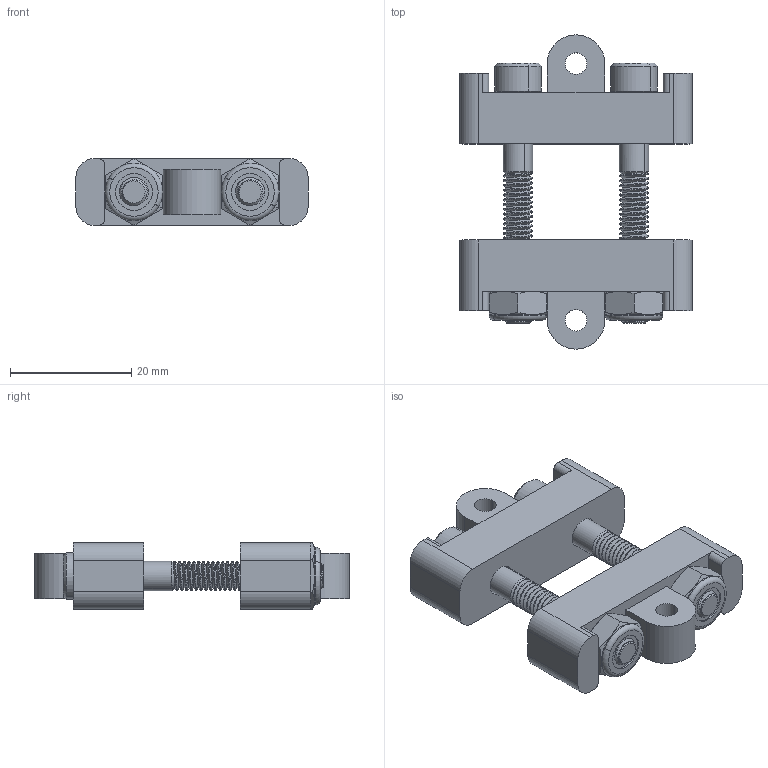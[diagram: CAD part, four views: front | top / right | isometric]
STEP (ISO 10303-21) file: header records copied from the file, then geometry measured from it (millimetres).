
FILE_DESCRIPTION (( 'STEP AP214' ), '1' );
FILE_NAME ('WCP-0052.step', '2023-05-23T21:45:45', ( '' ), ( '' ), 'SwSTEP 2.0', 'SolidWorks 2022', '' );
FILE_SCHEMA (( 'AUTOMOTIVE_DESIGN' ));
Length unit declared in the file: inch
Products named in the file (4): WCP-0326 Rev1; WCP-0052-001 Rev1; WCP-0052; 10-32 SHCS_WCP-0268 - 1.500
Assembly tree (6 placements, depth 2):
  WCP-0052
    WCP-0052-001 Rev1  x2
    10-32 SHCS_WCP-0268 - 1.500  x2
    WCP-0326 Rev1  x2
Bounding box: 38.35 x 51.92 x 11 mm (x, y, z)
Volume: 10214.6 mm3; surface area: 7340.9 mm2
Topology: 6 solids, 6 shells, 318 faces, 818 edges, 522 vertices
Faces by surface type: cylinder 176, plane 68, cone 60, torus 8, bspline 6
Entity records: 16137 total; most frequent: CARTESIAN_POINT 12379, ORIENTED_EDGE 818, DIRECTION 658, EDGE_CURVE 409, VERTEX_POINT 261, AXIS2_PLACEMENT_3D 254, EDGE_LOOP 172, FACE_OUTER_BOUND 159
